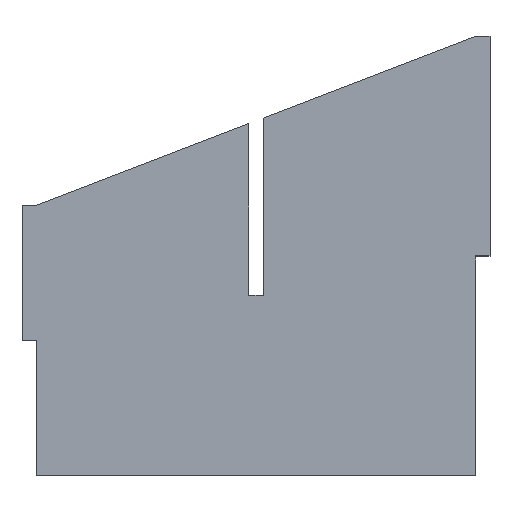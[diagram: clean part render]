
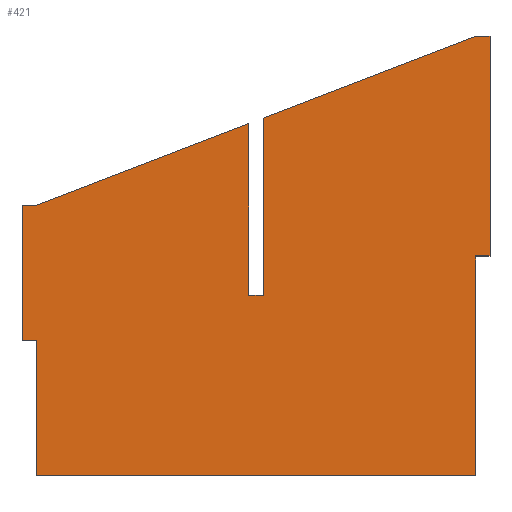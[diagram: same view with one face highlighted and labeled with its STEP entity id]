
A CAD part, top view. The second image highlights one B-rep face of the part: STEP entity #421.
In plain terms, the highlighted free-form (B-spline) face has degree [1, 1] with [2, 2] control points.
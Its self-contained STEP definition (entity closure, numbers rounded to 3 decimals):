
#316=(
BOUNDED_SURFACE()
B_SPLINE_SURFACE(1,1,((#317,#318),(#319,#320)),.UNSPECIFIED.,.F.,.F.,.F.)
B_SPLINE_SURFACE_WITH_KNOTS((2,2),(2,2),(0.000,1.000),(0.000,1.000),.UNSPECIFIED.)
GEOMETRIC_REPRESENTATION_ITEM()
RATIONAL_B_SPLINE_SURFACE(((1.,1.),(1.,1.)))
REPRESENTATION_ITEM('')
SURFACE()
);
#317=CARTESIAN_POINT('',(106.274,-71.209,6.35));
#318=CARTESIAN_POINT('',(-101.426,-71.209,6.35));
#319=CARTESIAN_POINT('',(106.274,123.791,6.35));
#320=CARTESIAN_POINT('',(-101.426,123.791,6.35));
#321=CARTESIAN_POINT('',(106.274,123.791,6.35));
#322=VERTEX_POINT('',#321);
#323=(
BOUNDED_CURVE()
B_SPLINE_CURVE(1,(#324,#325),.UNSPECIFIED.,.F.,.F.)
B_SPLINE_CURVE_WITH_KNOTS((2,2),(0.000,1.000),.UNSPECIFIED.)
CURVE()
GEOMETRIC_REPRESENTATION_ITEM()
RATIONAL_B_SPLINE_CURVE((1.,1.))
REPRESENTATION_ITEM('')
);
#324=CARTESIAN_POINT('',(106.274,123.791,6.35));
#325=CARTESIAN_POINT('',(106.274,26.291,6.35));
#326=CARTESIAN_POINT('',(106.274,26.291,6.35));
#327=VERTEX_POINT('',#326);
#328=EDGE_CURVE('',#322,#327,#323,.T.);
#329=ORIENTED_EDGE('',*,*,#328,.T.);
#330=(
BOUNDED_CURVE()
B_SPLINE_CURVE(1,(#331,#332),.UNSPECIFIED.,.F.,.F.)
B_SPLINE_CURVE_WITH_KNOTS((2,2),(0.000,1.000),.UNSPECIFIED.)
CURVE()
GEOMETRIC_REPRESENTATION_ITEM()
RATIONAL_B_SPLINE_CURVE((1.,1.))
REPRESENTATION_ITEM('')
);
#331=CARTESIAN_POINT('',(106.274,26.291,6.35));
#332=CARTESIAN_POINT('',(99.924,26.291,6.35));
#333=CARTESIAN_POINT('',(99.924,26.291,6.35));
#334=VERTEX_POINT('',#333);
#335=EDGE_CURVE('',#327,#334,#330,.T.);
#336=ORIENTED_EDGE('',*,*,#335,.T.);
#337=(
BOUNDED_CURVE()
B_SPLINE_CURVE(1,(#338,#339),.UNSPECIFIED.,.F.,.F.)
B_SPLINE_CURVE_WITH_KNOTS((2,2),(0.000,1.000),.UNSPECIFIED.)
CURVE()
GEOMETRIC_REPRESENTATION_ITEM()
RATIONAL_B_SPLINE_CURVE((1.,1.))
REPRESENTATION_ITEM('')
);
#338=CARTESIAN_POINT('',(99.924,26.291,6.35));
#339=CARTESIAN_POINT('',(99.924,-71.209,6.35));
#340=CARTESIAN_POINT('',(99.924,-71.209,6.35));
#341=VERTEX_POINT('',#340);
#342=EDGE_CURVE('',#334,#341,#337,.T.);
#343=ORIENTED_EDGE('',*,*,#342,.T.);
#344=(
BOUNDED_CURVE()
B_SPLINE_CURVE(1,(#345,#346),.UNSPECIFIED.,.F.,.F.)
B_SPLINE_CURVE_WITH_KNOTS((2,2),(0.000,1.000),.UNSPECIFIED.)
CURVE()
GEOMETRIC_REPRESENTATION_ITEM()
RATIONAL_B_SPLINE_CURVE((1.,1.))
REPRESENTATION_ITEM('')
);
#345=CARTESIAN_POINT('',(99.924,-71.209,6.35));
#346=CARTESIAN_POINT('',(-95.076,-71.209,6.35));
#347=CARTESIAN_POINT('',(-95.076,-71.209,6.35));
#348=VERTEX_POINT('',#347);
#349=EDGE_CURVE('',#341,#348,#344,.T.);
#350=ORIENTED_EDGE('',*,*,#349,.T.);
#351=(
BOUNDED_CURVE()
B_SPLINE_CURVE(1,(#352,#353),.UNSPECIFIED.,.F.,.F.)
B_SPLINE_CURVE_WITH_KNOTS((2,2),(0.000,1.000),.UNSPECIFIED.)
CURVE()
GEOMETRIC_REPRESENTATION_ITEM()
RATIONAL_B_SPLINE_CURVE((1.,1.))
REPRESENTATION_ITEM('')
);
#352=CARTESIAN_POINT('',(-95.076,-71.209,6.35));
#353=CARTESIAN_POINT('',(-95.076,-11.209,6.35));
#354=CARTESIAN_POINT('',(-95.076,-11.209,6.35));
#355=VERTEX_POINT('',#354);
#356=EDGE_CURVE('',#348,#355,#351,.T.);
#357=ORIENTED_EDGE('',*,*,#356,.T.);
#358=(
BOUNDED_CURVE()
B_SPLINE_CURVE(1,(#359,#360),.UNSPECIFIED.,.F.,.F.)
B_SPLINE_CURVE_WITH_KNOTS((2,2),(0.000,1.000),.UNSPECIFIED.)
CURVE()
GEOMETRIC_REPRESENTATION_ITEM()
RATIONAL_B_SPLINE_CURVE((1.,1.))
REPRESENTATION_ITEM('')
);
#359=CARTESIAN_POINT('',(-95.076,-11.209,6.35));
#360=CARTESIAN_POINT('',(-101.426,-11.209,6.35));
#361=CARTESIAN_POINT('',(-101.426,-11.209,6.35));
#362=VERTEX_POINT('',#361);
#363=EDGE_CURVE('',#355,#362,#358,.T.);
#364=ORIENTED_EDGE('',*,*,#363,.T.);
#365=(
BOUNDED_CURVE()
B_SPLINE_CURVE(1,(#366,#367),.UNSPECIFIED.,.F.,.F.)
B_SPLINE_CURVE_WITH_KNOTS((2,2),(0.000,1.000),.UNSPECIFIED.)
CURVE()
GEOMETRIC_REPRESENTATION_ITEM()
RATIONAL_B_SPLINE_CURVE((1.,1.))
REPRESENTATION_ITEM('')
);
#366=CARTESIAN_POINT('',(-101.426,-11.209,6.35));
#367=CARTESIAN_POINT('',(-101.426,48.791,6.35));
#368=CARTESIAN_POINT('',(-101.426,48.791,6.35));
#369=VERTEX_POINT('',#368);
#370=EDGE_CURVE('',#362,#369,#365,.T.);
#371=ORIENTED_EDGE('',*,*,#370,.T.);
#372=(
BOUNDED_CURVE()
B_SPLINE_CURVE(1,(#373,#374),.UNSPECIFIED.,.F.,.F.)
B_SPLINE_CURVE_WITH_KNOTS((2,2),(0.000,1.000),.UNSPECIFIED.)
CURVE()
GEOMETRIC_REPRESENTATION_ITEM()
RATIONAL_B_SPLINE_CURVE((1.,1.))
REPRESENTATION_ITEM('')
);
#373=CARTESIAN_POINT('',(-101.426,48.791,6.35));
#374=CARTESIAN_POINT('',(-95.076,48.791,6.35));
#375=CARTESIAN_POINT('',(-95.076,48.791,6.35));
#376=VERTEX_POINT('',#375);
#377=EDGE_CURVE('',#369,#376,#372,.T.);
#378=ORIENTED_EDGE('',*,*,#377,.T.);
#379=(
BOUNDED_CURVE()
B_SPLINE_CURVE(1,(#380,#381),.UNSPECIFIED.,.F.,.F.)
B_SPLINE_CURVE_WITH_KNOTS((2,2),(0.000,1.000),.UNSPECIFIED.)
CURVE()
GEOMETRIC_REPRESENTATION_ITEM()
RATIONAL_B_SPLINE_CURVE((1.,1.))
REPRESENTATION_ITEM('')
);
#380=CARTESIAN_POINT('',(-95.076,48.791,6.35));
#381=CARTESIAN_POINT('',(-0.751,85.07,6.35));
#382=CARTESIAN_POINT('',(-0.751,85.07,6.35));
#383=VERTEX_POINT('',#382);
#384=EDGE_CURVE('',#376,#383,#379,.T.);
#385=ORIENTED_EDGE('',*,*,#384,.T.);
#386=(
BOUNDED_CURVE()
B_SPLINE_CURVE(1,(#387,#388),.UNSPECIFIED.,.F.,.F.)
B_SPLINE_CURVE_WITH_KNOTS((2,2),(0.000,1.000),.UNSPECIFIED.)
CURVE()
GEOMETRIC_REPRESENTATION_ITEM()
RATIONAL_B_SPLINE_CURVE((1.,1.))
REPRESENTATION_ITEM('')
);
#387=CARTESIAN_POINT('',(-0.751,85.07,6.35));
#388=CARTESIAN_POINT('',(-0.751,8.763,6.35));
#389=CARTESIAN_POINT('',(-0.751,8.763,6.35));
#390=VERTEX_POINT('',#389);
#391=EDGE_CURVE('',#383,#390,#386,.T.);
#392=ORIENTED_EDGE('',*,*,#391,.T.);
#393=(
BOUNDED_CURVE()
B_SPLINE_CURVE(1,(#394,#395),.UNSPECIFIED.,.F.,.F.)
B_SPLINE_CURVE_WITH_KNOTS((2,2),(0.000,1.000),.UNSPECIFIED.)
CURVE()
GEOMETRIC_REPRESENTATION_ITEM()
RATIONAL_B_SPLINE_CURVE((1.,1.))
REPRESENTATION_ITEM('')
);
#394=CARTESIAN_POINT('',(-0.751,8.763,6.35));
#395=CARTESIAN_POINT('',(5.599,8.763,6.35));
#396=CARTESIAN_POINT('',(5.599,8.763,6.35));
#397=VERTEX_POINT('',#396);
#398=EDGE_CURVE('',#390,#397,#393,.T.);
#399=ORIENTED_EDGE('',*,*,#398,.T.);
#400=(
BOUNDED_CURVE()
B_SPLINE_CURVE(1,(#401,#402),.UNSPECIFIED.,.F.,.F.)
B_SPLINE_CURVE_WITH_KNOTS((2,2),(0.000,1.000),.UNSPECIFIED.)
CURVE()
GEOMETRIC_REPRESENTATION_ITEM()
RATIONAL_B_SPLINE_CURVE((1.,1.))
REPRESENTATION_ITEM('')
);
#401=CARTESIAN_POINT('',(5.599,8.763,6.35));
#402=CARTESIAN_POINT('',(5.599,87.513,6.35));
#403=CARTESIAN_POINT('',(5.599,87.513,6.35));
#404=VERTEX_POINT('',#403);
#405=EDGE_CURVE('',#397,#404,#400,.T.);
#406=ORIENTED_EDGE('',*,*,#405,.T.);
#407=(
BOUNDED_CURVE()
B_SPLINE_CURVE(1,(#408,#409),.UNSPECIFIED.,.F.,.F.)
B_SPLINE_CURVE_WITH_KNOTS((2,2),(0.000,1.000),.UNSPECIFIED.)
CURVE()
GEOMETRIC_REPRESENTATION_ITEM()
RATIONAL_B_SPLINE_CURVE((1.,1.))
REPRESENTATION_ITEM('')
);
#408=CARTESIAN_POINT('',(5.599,87.513,6.35));
#409=CARTESIAN_POINT('',(99.924,123.791,6.35));
#410=CARTESIAN_POINT('',(99.924,123.791,6.35));
#411=VERTEX_POINT('',#410);
#412=EDGE_CURVE('',#404,#411,#407,.T.);
#413=ORIENTED_EDGE('',*,*,#412,.T.);
#414=(
BOUNDED_CURVE()
B_SPLINE_CURVE(1,(#415,#416),.UNSPECIFIED.,.F.,.F.)
B_SPLINE_CURVE_WITH_KNOTS((2,2),(0.000,1.000),.UNSPECIFIED.)
CURVE()
GEOMETRIC_REPRESENTATION_ITEM()
RATIONAL_B_SPLINE_CURVE((1.,1.))
REPRESENTATION_ITEM('')
);
#415=CARTESIAN_POINT('',(99.924,123.791,6.35));
#416=CARTESIAN_POINT('',(106.274,123.791,6.35));
#417=EDGE_CURVE('',#411,#322,#414,.T.);
#418=ORIENTED_EDGE('',*,*,#417,.T.);
#419=EDGE_LOOP('',(#329,#336,#343,#350,#357,#364,#371,#378,#385,#392,#399,#406,#413,#418));
#420=FACE_OUTER_BOUND('',#419,.T.);
#421=ADVANCED_FACE('',(#420),#316,.T.);
